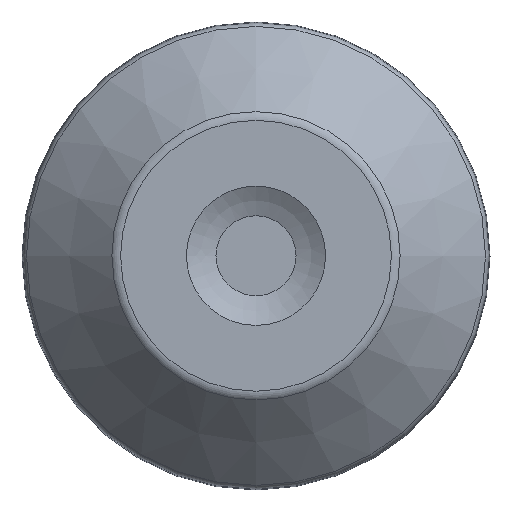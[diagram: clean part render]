
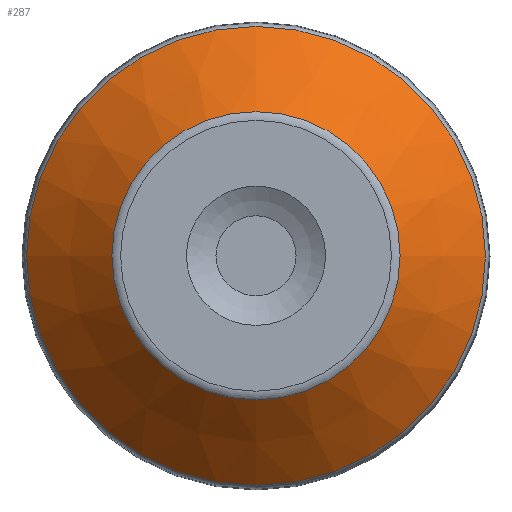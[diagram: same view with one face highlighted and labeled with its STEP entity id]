
A CAD part, top view. The second image highlights one B-rep face of the part: STEP entity #287.
In plain terms, the highlighted conical face has half-angle 45 degrees and reference radius 23.406 mm.
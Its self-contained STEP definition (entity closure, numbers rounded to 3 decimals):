
#18=CONICAL_SURFACE('',#356,23.406,0.785);
#33=LINE('',#553,#40);
#40=VECTOR('',#460,23.406);
#57=FACE_OUTER_BOUND('',#75,.T.);
#75=EDGE_LOOP('',(#250,#251,#252,#253,#254,#255));
#93=CIRCLE('',#330,23.406);
#94=CIRCLE('',#331,23.406);
#111=CIRCLE('',#354,37.269);
#112=CIRCLE('',#355,37.269);
#127=VERTEX_POINT('',#506);
#128=VERTEX_POINT('',#507);
#142=VERTEX_POINT('',#547);
#143=VERTEX_POINT('',#549);
#160=EDGE_CURVE('',#127,#128,#93,.T.);
#161=EDGE_CURVE('',#128,#127,#94,.T.);
#181=EDGE_CURVE('',#142,#143,#111,.T.);
#182=EDGE_CURVE('',#143,#142,#112,.T.);
#183=EDGE_CURVE('',#142,#128,#33,.T.);
#250=ORIENTED_EDGE('',*,*,#182,.F.);
#251=ORIENTED_EDGE('',*,*,#181,.F.);
#252=ORIENTED_EDGE('',*,*,#183,.T.);
#253=ORIENTED_EDGE('',*,*,#161,.T.);
#254=ORIENTED_EDGE('',*,*,#160,.T.);
#255=ORIENTED_EDGE('',*,*,#183,.F.);
#287=ADVANCED_FACE('',(#57),#18,.T.);
#330=AXIS2_PLACEMENT_3D('',#508,#403,#404);
#331=AXIS2_PLACEMENT_3D('',#509,#405,#406);
#354=AXIS2_PLACEMENT_3D('',#550,#454,#455);
#355=AXIS2_PLACEMENT_3D('',#551,#456,#457);
#356=AXIS2_PLACEMENT_3D('',#552,#458,#459);
#403=DIRECTION('center_axis',(0.,0.,-1.));
#404=DIRECTION('ref_axis',(0.,1.,0.));
#405=DIRECTION('center_axis',(0.,0.,-1.));
#406=DIRECTION('ref_axis',(0.,1.,0.));
#454=DIRECTION('center_axis',(0.,0.,-1.));
#455=DIRECTION('ref_axis',(0.,1.,0.));
#456=DIRECTION('center_axis',(0.,0.,-1.));
#457=DIRECTION('ref_axis',(0.,1.,0.));
#458=DIRECTION('center_axis',(0.,0.,-1.));
#459=DIRECTION('ref_axis',(0.,1.,0.));
#460=DIRECTION('',(0.,0.707,0.707));
#506=CARTESIAN_POINT('',(0.,23.406,19.414));
#507=CARTESIAN_POINT('',(0.,-23.406,19.414));
#508=CARTESIAN_POINT('Origin',(0.,0.,19.414));
#509=CARTESIAN_POINT('Origin',(0.,0.,19.414));
#547=CARTESIAN_POINT('',(0.,-37.269,5.551));
#549=CARTESIAN_POINT('',(0.,37.269,5.551));
#550=CARTESIAN_POINT('Origin',(0.,0.,5.551));
#551=CARTESIAN_POINT('Origin',(0.,0.,5.551));
#552=CARTESIAN_POINT('Origin',(0.,0.,19.414));
#553=CARTESIAN_POINT('',(0.,-23.406,19.414));
